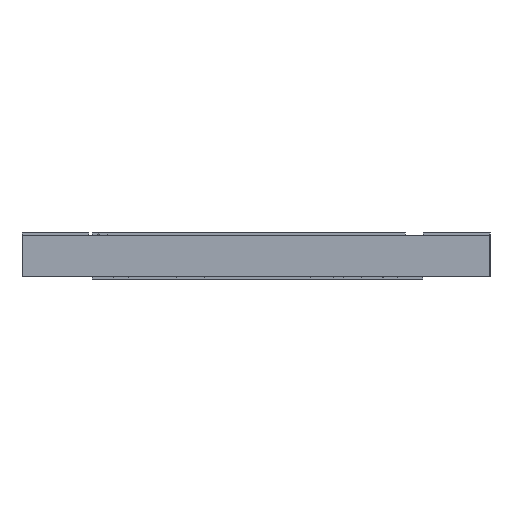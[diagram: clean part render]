
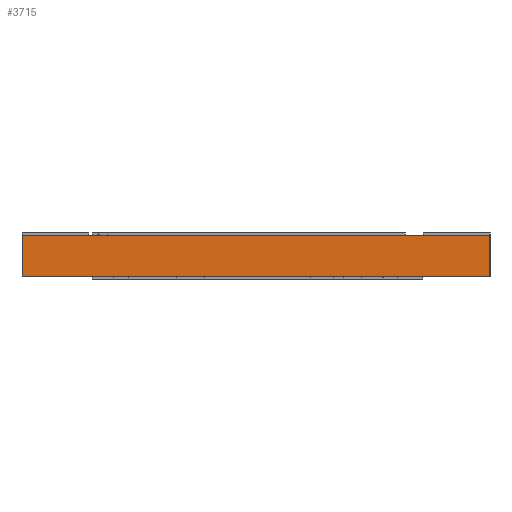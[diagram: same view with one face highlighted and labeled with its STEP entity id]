
A CAD part, left-side view. The second image highlights one B-rep face of the part: STEP entity #3715.
In plain terms, the highlighted planar face has unit normal (-1, 0, 0).
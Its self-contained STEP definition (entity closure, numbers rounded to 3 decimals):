
#370=PLANE('',#4280);
#557=FACE_OUTER_BOUND('',#744,.T.);
#744=EDGE_LOOP('',(#2875,#2876,#2877,#2878));
#1105=LINE('',#6066,#1394);
#1106=LINE('',#6069,#1395);
#1107=LINE('',#6071,#1396);
#1108=LINE('',#6072,#1397);
#1394=VECTOR('',#5041,10.);
#1395=VECTOR('',#5044,10.);
#1396=VECTOR('',#5045,10.);
#1397=VECTOR('',#5046,10.);
#1936=VERTEX_POINT('',#6062);
#1937=VERTEX_POINT('',#6064);
#1938=VERTEX_POINT('',#6068);
#1939=VERTEX_POINT('',#6070);
#2329=EDGE_CURVE('',#1936,#1937,#1105,.T.);
#2330=EDGE_CURVE('',#1938,#1936,#1106,.T.);
#2331=EDGE_CURVE('',#1939,#1937,#1107,.T.);
#2332=EDGE_CURVE('',#1938,#1939,#1108,.T.);
#2875=ORIENTED_EDGE('',*,*,#2330,.T.);
#2876=ORIENTED_EDGE('',*,*,#2329,.T.);
#2877=ORIENTED_EDGE('',*,*,#2331,.F.);
#2878=ORIENTED_EDGE('',*,*,#2332,.F.);
#3715=ADVANCED_FACE('',(#557),#370,.T.);
#4280=AXIS2_PLACEMENT_3D('',#6067,#5042,#5043);
#5041=DIRECTION('',(0.,0.,1.));
#5042=DIRECTION('center_axis',(-1.,0.,0.));
#5043=DIRECTION('ref_axis',(0.,-1.,0.));
#5044=DIRECTION('',(0.,-1.,0.));
#5045=DIRECTION('',(0.,-1.,0.));
#5046=DIRECTION('',(0.,0.,1.));
#6062=CARTESIAN_POINT('',(0.,0.,0.));
#6064=CARTESIAN_POINT('',(0.,0.,1.57));
#6066=CARTESIAN_POINT('',(0.,0.,0.));
#6067=CARTESIAN_POINT('Origin',(0.,17.78,0.));
#6068=CARTESIAN_POINT('',(0.,17.78,0.));
#6069=CARTESIAN_POINT('',(0.,17.78,0.));
#6070=CARTESIAN_POINT('',(0.,17.78,1.57));
#6071=CARTESIAN_POINT('',(0.,17.78,1.57));
#6072=CARTESIAN_POINT('',(0.,17.78,0.));
